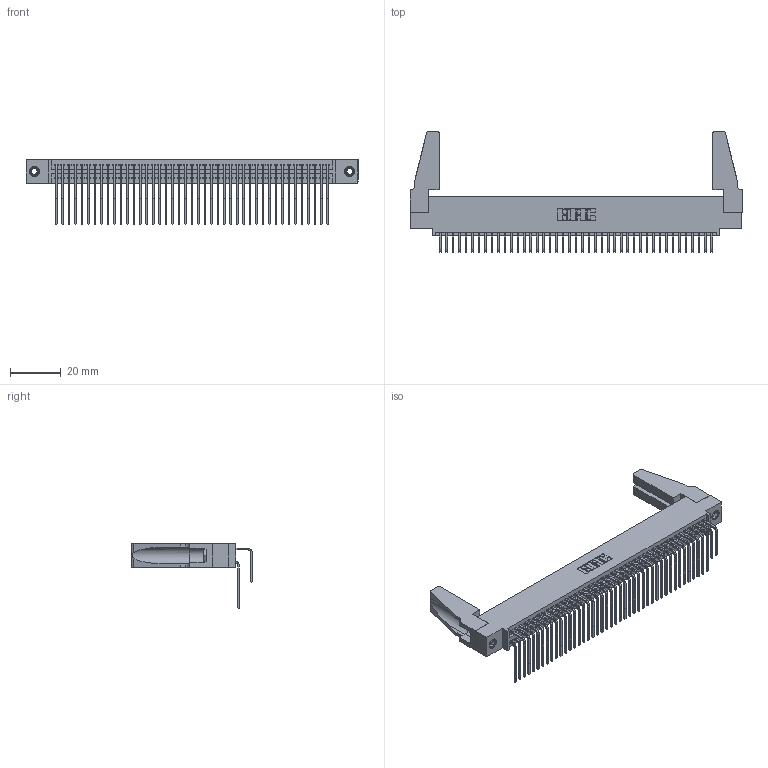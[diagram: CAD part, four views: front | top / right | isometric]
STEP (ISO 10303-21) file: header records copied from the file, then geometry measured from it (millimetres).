
FILE_DESCRIPTION (( 'STEP AP203' ), '1' );
FILE_NAME ('345-086-558-588.STEP', '2019-11-01T09:12:34', ( '' ), ( '' ), 'SwSTEP 2.0', 'SolidWorks 2016', '' );
FILE_SCHEMA (( 'CONFIG_CONTROL_DESIGN' ));
Length unit declared in the file: inch
Products named in the file (6): 345-292-001_558 Tail - 2; 345-086-558-588; 345-250-001_345-250-001-102; 345-292-001_558 559 Tail - 1; 345 Part_0.110 Offset - 0.156 Dia-TH; 345-220-078_345-220-088
Assembly tree (91 placements, depth 2):
  345-086-558-588
    345 Part_0.110 Offset - 0.156 Dia-TH
    345-292-001_558 559 Tail - 1  x43
    345-292-001_558 Tail - 2  x43
    345-250-001_345-250-001-102  x2
    345-220-078_345-220-088  x2
Bounding box: 130.45 x 47.49 x 25.53 mm (x, y, z)
Volume: 16356.9 mm3; surface area: 24937.9 mm2
Topology: 91 solids, 91 shells, 4726 faces, 13997 edges, 9206 vertices
Faces by surface type: plane 3166, cylinder 1544, cone 12, torus 4
Entity records: 37536 total; most frequent: CARTESIAN_POINT 6333, ORIENTED_EDGE 6176, DIRECTION 5560, EDGE_CURVE 3088, LINE 2702, VECTOR 2702, VERTEX_POINT 2050, AXIS2_PLACEMENT_3D 1429
